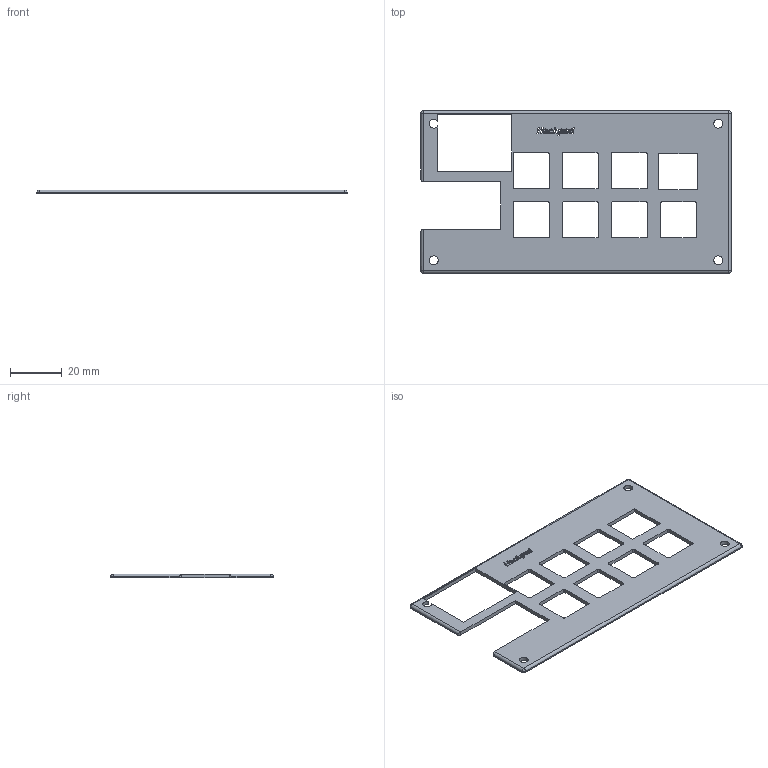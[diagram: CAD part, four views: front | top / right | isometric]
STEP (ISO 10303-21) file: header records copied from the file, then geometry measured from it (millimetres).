
FILE_DESCRIPTION(/* description */ (''),/* implementation_level */ '2;1');
FILE_NAME(/* name */ 'hackpad1.step',/* time_stamp */ '2025-11-30T14:40:38+01:00',/* author */ (''),/* organization */ (''),/* preprocessor_version */ 'ST-DEVELOPER v20.1',/* originating_system */ 'Autodesk Translation Framework v14.10.0.0',/* authorisation */ '');
FILE_SCHEMA (('AUTOMOTIVE_DESIGN { 1 0 10303 214 3 1 1 }'));
Length unit declared in the file: centimetre
Products named in the file (1): 2025-11-30-13-36-47-962
Bounding box: 120.39 x 63.02 x 1.5 mm (x, y, z)
Volume: 7031.3 mm3; surface area: 10957.9 mm2
Topology: 5 solids, 5 shells, 255 faces, 721 edges, 476 vertices
Faces by surface type: bspline 109, plane 99, cylinder 43, sphere 4
Full cylindrical faces by diameter (mm): 3.4 x3
Entity records: 9552 total; most frequent: CARTESIAN_POINT 3516, ORIENTED_EDGE 1442, DIRECTION 881, EDGE_CURVE 721, VERTEX_POINT 476, LINE 419, VECTOR 419, EDGE_LOOP 293
